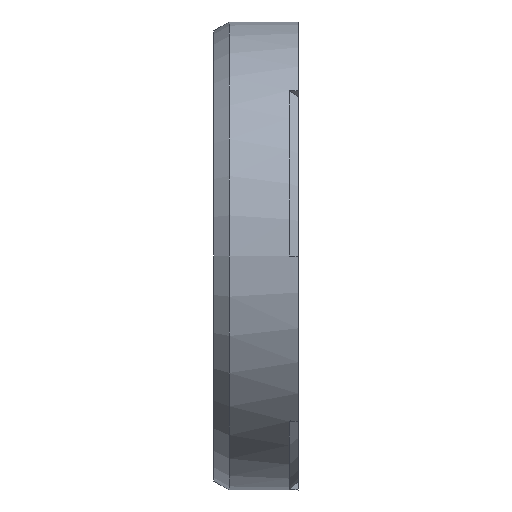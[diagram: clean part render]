
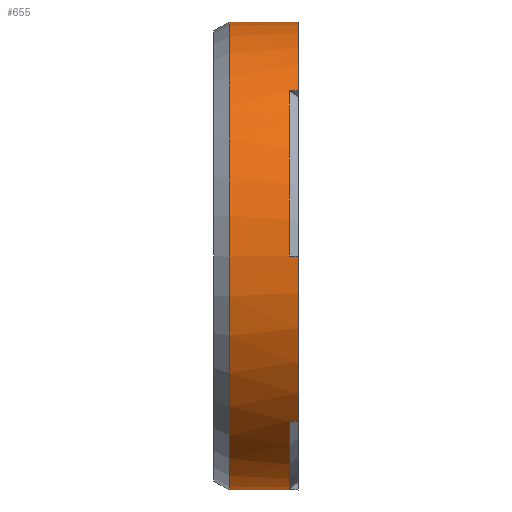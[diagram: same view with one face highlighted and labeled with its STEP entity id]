
A CAD part, left-side view. The second image highlights one B-rep face of the part: STEP entity #655.
In plain terms, the highlighted cylindrical face has radius 26 mm (diameter 52 mm), a partial arc.
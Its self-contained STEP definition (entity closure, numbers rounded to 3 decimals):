
#9 = VECTOR ( 'NONE', #1375, 1000. ) ;
#10 = VERTEX_POINT ( 'NONE', #1326 ) ;
#11 = CARTESIAN_POINT ( 'NONE',  ( 0., 2., -26. ) ) ;
#38 = CARTESIAN_POINT ( 'NONE',  ( 0., 2., 26. ) ) ;
#42 = ORIENTED_EDGE ( 'NONE', *, *, #1051, .F. ) ;
#48 = DIRECTION ( 'NONE',  ( 0., -1., 0. ) ) ;
#52 = VERTEX_POINT ( 'NONE', #321 ) ;
#57 = DIRECTION ( 'NONE',  ( 0., 0., -1. ) ) ;
#67 = EDGE_CURVE ( 'NONE', #1113, #1498, #1131, .T. ) ;
#94 = CARTESIAN_POINT ( 'NONE',  ( 0., -8., 26. ) ) ;
#101 = AXIS2_PLACEMENT_3D ( 'NONE', #1325, #290, #57 ) ;
#135 = EDGE_CURVE ( 'NONE', #52, #1374, #592, .T. ) ;
#159 = VECTOR ( 'NONE', #326, 1000. ) ;
#182 = AXIS2_PLACEMENT_3D ( 'NONE', #1367, #914, #1493 ) ;
#186 = CARTESIAN_POINT ( 'NONE',  ( 0., -0.332, -26. ) ) ;
#233 = EDGE_CURVE ( 'NONE', #527, #1498, #613, .T. ) ;
#249 = AXIS2_PLACEMENT_3D ( 'NONE', #900, #676, #479 ) ;
#260 = VERTEX_POINT ( 'NONE', #995 ) ;
#290 = DIRECTION ( 'NONE',  ( 0., -1., 0. ) ) ;
#294 = AXIS2_PLACEMENT_3D ( 'NONE', #878, #1017, #652 ) ;
#305 = EDGE_CURVE ( 'NONE', #1113, #10, #645, .T. ) ;
#321 = CARTESIAN_POINT ( 'NONE',  ( -18.385, -7., 18.385 ) ) ;
#326 = DIRECTION ( 'NONE',  ( 0., 1., 0. ) ) ;
#414 = CIRCLE ( 'NONE', #294, 26. ) ;
#424 = ORIENTED_EDGE ( 'NONE', *, *, #621, .T. ) ;
#450 = CARTESIAN_POINT ( 'NONE',  ( -26., -7., 0. ) ) ;
#469 = CIRCLE ( 'NONE', #182, 26. ) ;
#479 = DIRECTION ( 'NONE',  ( -1., 0., 0. ) ) ;
#490 = CARTESIAN_POINT ( 'NONE',  ( -18.385, -8., -18.385 ) ) ;
#502 = CARTESIAN_POINT ( 'NONE',  ( 0., -8., 26. ) ) ;
#506 = ORIENTED_EDGE ( 'NONE', *, *, #895, .F. ) ;
#510 = CARTESIAN_POINT ( 'NONE',  ( 0., 2., 0. ) ) ;
#513 = CARTESIAN_POINT ( 'NONE',  ( 0., -7., 26. ) ) ;
#518 = CYLINDRICAL_SURFACE ( 'NONE', #1027, 26. ) ;
#522 = EDGE_CURVE ( 'NONE', #857, #1331, #1386, .T. ) ;
#527 = VERTEX_POINT ( 'NONE', #1155 ) ;
#591 = DIRECTION ( 'NONE',  ( 0., -1., 0. ) ) ;
#592 = CIRCLE ( 'NONE', #815, 26. ) ;
#611 = CARTESIAN_POINT ( 'NONE',  ( -18.385, -7., -18.385 ) ) ;
#613 = LINE ( 'NONE', #38, #1257 ) ;
#621 = EDGE_CURVE ( 'NONE', #1082, #1374, #836, .T. ) ;
#645 = CIRCLE ( 'NONE', #101, 26. ) ;
#652 = DIRECTION ( 'NONE',  ( 0., 0., 1. ) ) ;
#655 = ADVANCED_FACE ( 'NONE', ( #1433 ), #518, .T. ) ;
#676 = DIRECTION ( 'NONE',  ( 0., -1., 0. ) ) ;
#683 = LINE ( 'NONE', #1019, #159 ) ;
#699 = VERTEX_POINT ( 'NONE', #611 ) ;
#726 = ORIENTED_EDGE ( 'NONE', *, *, #1193, .T. ) ;
#815 = AXIS2_PLACEMENT_3D ( 'NONE', #849, #591, #1038 ) ;
#832 = ORIENTED_EDGE ( 'NONE', *, *, #233, .F. ) ;
#836 = LINE ( 'NONE', #1269, #982 ) ;
#847 = ORIENTED_EDGE ( 'NONE', *, *, #135, .F. ) ;
#849 = CARTESIAN_POINT ( 'NONE',  ( 0., -7., 0. ) ) ;
#857 = VERTEX_POINT ( 'NONE', #186 ) ;
#860 = LINE ( 'NONE', #490, #1390 ) ;
#865 = CARTESIAN_POINT ( 'NONE',  ( -26., -8., 0. ) ) ;
#878 = CARTESIAN_POINT ( 'NONE',  ( 0., -0.332, 0. ) ) ;
#895 = EDGE_CURVE ( 'NONE', #10, #52, #683, .T. ) ;
#900 = CARTESIAN_POINT ( 'NONE',  ( 0., -7., 0. ) ) ;
#903 = ORIENTED_EDGE ( 'NONE', *, *, #937, .F. ) ;
#910 = CIRCLE ( 'NONE', #249, 26. ) ;
#914 = DIRECTION ( 'NONE',  ( 0., -1., 0. ) ) ;
#937 = EDGE_CURVE ( 'NONE', #699, #1331, #910, .T. ) ;
#940 = ORIENTED_EDGE ( 'NONE', *, *, #67, .T. ) ;
#982 = VECTOR ( 'NONE', #1284, 1000. ) ;
#995 = CARTESIAN_POINT ( 'NONE',  ( -18.385, -8., -18.385 ) ) ;
#1017 = DIRECTION ( 'NONE',  ( 0., -1., 0. ) ) ;
#1019 = CARTESIAN_POINT ( 'NONE',  ( -18.385, -8., 18.385 ) ) ;
#1027 = AXIS2_PLACEMENT_3D ( 'NONE', #510, #48, #1205 ) ;
#1038 = DIRECTION ( 'NONE',  ( 0., 0., 1. ) ) ;
#1051 = EDGE_CURVE ( 'NONE', #1082, #260, #469, .T. ) ;
#1082 = VERTEX_POINT ( 'NONE', #865 ) ;
#1113 = VERTEX_POINT ( 'NONE', #502 ) ;
#1131 = LINE ( 'NONE', #94, #1254 ) ;
#1133 = EDGE_LOOP ( 'NONE', ( #832, #726, #1158, #903, #1194, #42, #424, #847, #506, #1379, #940 ) ) ;
#1155 = CARTESIAN_POINT ( 'NONE',  ( 0., -0.332, 26. ) ) ;
#1158 = ORIENTED_EDGE ( 'NONE', *, *, #522, .T. ) ;
#1193 = EDGE_CURVE ( 'NONE', #527, #857, #414, .T. ) ;
#1194 = ORIENTED_EDGE ( 'NONE', *, *, #1455, .F. ) ;
#1201 = DIRECTION ( 'NONE',  ( 0., -1., 0. ) ) ;
#1205 = DIRECTION ( 'NONE',  ( 0., 0., -1. ) ) ;
#1254 = VECTOR ( 'NONE', #1480, 1000. ) ;
#1257 = VECTOR ( 'NONE', #1201, 1000. ) ;
#1269 = CARTESIAN_POINT ( 'NONE',  ( -26., -8., 0. ) ) ;
#1279 = DIRECTION ( 'NONE',  ( 0., 1., 0. ) ) ;
#1284 = DIRECTION ( 'NONE',  ( 0., 1., 0. ) ) ;
#1325 = CARTESIAN_POINT ( 'NONE',  ( 0., -8., 0. ) ) ;
#1326 = CARTESIAN_POINT ( 'NONE',  ( -18.385, -8., 18.385 ) ) ;
#1331 = VERTEX_POINT ( 'NONE', #1365 ) ;
#1365 = CARTESIAN_POINT ( 'NONE',  ( 0., -7., -26. ) ) ;
#1367 = CARTESIAN_POINT ( 'NONE',  ( 0., -8., 0. ) ) ;
#1374 = VERTEX_POINT ( 'NONE', #450 ) ;
#1375 = DIRECTION ( 'NONE',  ( 0., -1., 0. ) ) ;
#1379 = ORIENTED_EDGE ( 'NONE', *, *, #305, .F. ) ;
#1386 = LINE ( 'NONE', #11, #9 ) ;
#1390 = VECTOR ( 'NONE', #1279, 1000. ) ;
#1433 = FACE_OUTER_BOUND ( 'NONE', #1133, .T. ) ;
#1455 = EDGE_CURVE ( 'NONE', #260, #699, #860, .T. ) ;
#1480 = DIRECTION ( 'NONE',  ( 0., 1., 0. ) ) ;
#1493 = DIRECTION ( 'NONE',  ( 0., 0., -1. ) ) ;
#1498 = VERTEX_POINT ( 'NONE', #513 ) ;
